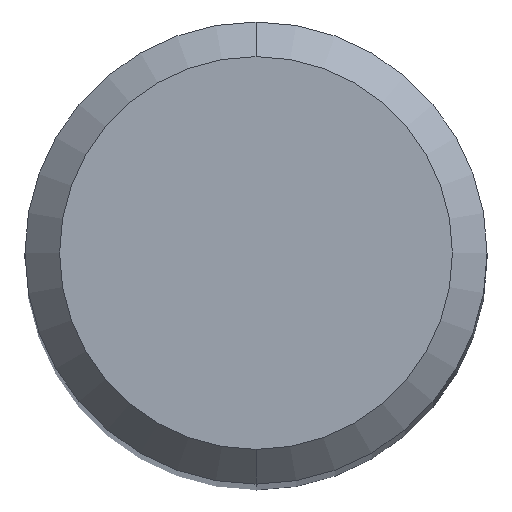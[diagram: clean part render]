
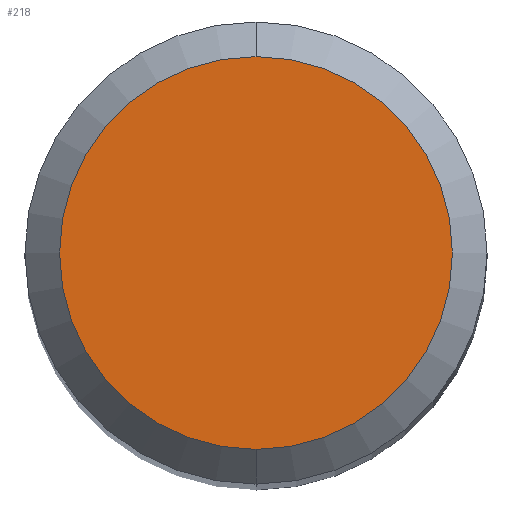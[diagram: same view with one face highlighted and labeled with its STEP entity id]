
A CAD part, top view. The second image highlights one B-rep face of the part: STEP entity #218.
In plain terms, the highlighted planar face has unit normal (0, 0, 1).
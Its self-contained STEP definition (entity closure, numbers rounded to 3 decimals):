
#114=EDGE_CURVE('',#168,#230,#280,.T.);
#168=VERTEX_POINT('',#343);
#172=EDGE_CURVE('',#230,#168,#347,.T.);
#218=ADVANCED_FACE('',(#400),#401,.T.);
#230=VERTEX_POINT('',#414);
#280=CIRCLE('',#461,1.7);
#343=CARTESIAN_POINT('',(0.,-1.7,0.0));
#347=CIRCLE('',#544,1.7);
#400=FACE_OUTER_BOUND('',#610,.T.);
#401=PLANE('',#611);
#414=CARTESIAN_POINT('',(0.0,1.7,0.0));
#461=AXIS2_PLACEMENT_3D('',#668,#669,#670);
#544=AXIS2_PLACEMENT_3D('',#762,#763,#764);
#610=EDGE_LOOP('',(#843,#844));
#611=AXIS2_PLACEMENT_3D('',#845,#846,#847);
#668=CARTESIAN_POINT('',(0.0,0.0,0.0));
#669=DIRECTION('',(0.0,0.0,-1.0));
#670=DIRECTION('',(0.0,1.0,0.0));
#762=CARTESIAN_POINT('',(0.0,0.0,0.0));
#763=DIRECTION('',(0.0,0.0,-1.0));
#764=DIRECTION('',(0.0,1.0,0.0));
#843=ORIENTED_EDGE('',*,*,#172,.F.);
#844=ORIENTED_EDGE('',*,*,#114,.F.);
#845=CARTESIAN_POINT('',(0.0,0.85,0.0));
#846=DIRECTION('',(-0.0,0.0,1.0));
#847=DIRECTION('',(0.0,-1.0,0.0));
